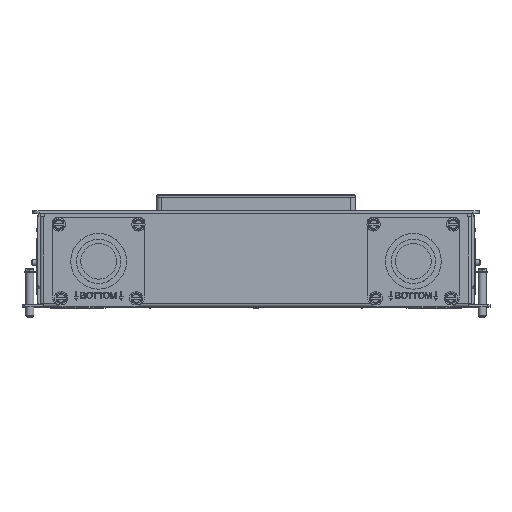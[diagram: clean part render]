
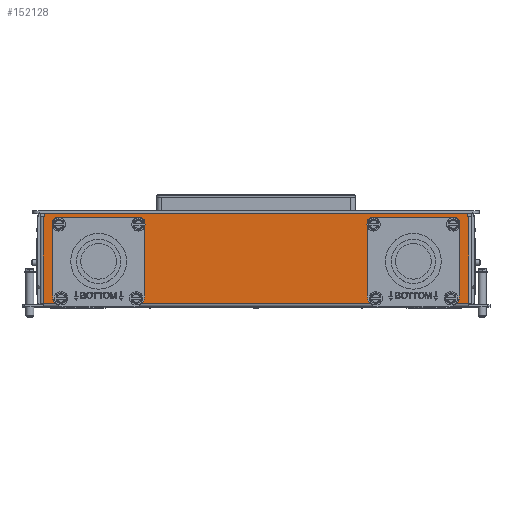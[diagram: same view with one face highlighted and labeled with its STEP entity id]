
A CAD part, top view. The second image highlights one B-rep face of the part: STEP entity #152128.
In plain terms, the highlighted planar face has unit normal (0, 0, 1).
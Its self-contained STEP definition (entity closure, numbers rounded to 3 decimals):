
#11833=CIRCLE('',#162036,0.156);
#11835=CIRCLE('',#162039,0.156);
#11838=CIRCLE('',#162043,0.35);
#11840=CIRCLE('',#162046,0.35);
#11964=CIRCLE('',#162340,0.35);
#11965=CIRCLE('',#162341,0.35);
#11966=CIRCLE('',#162342,0.156);
#11967=CIRCLE('',#162343,0.156);
#14496=FACE_OUTER_BOUND('',#23135,.T.);
#23135=EDGE_LOOP('',(#109088,#109089,#109090,#109091,#109092,#109093,#109094,
#109095,#109096,#109097,#109098,#109099,#109100,#109101,#109102,#109103,
#109104,#109105,#109106,#109107,#109108,#109109,#109110,#109111));
#30861=LINE('',#200416,#45845);
#31309=LINE('',#202830,#46293);
#31314=LINE('',#202839,#46298);
#31315=LINE('',#202844,#46299);
#31317=LINE('',#202848,#46301);
#31319=LINE('',#202852,#46303);
#32268=LINE('',#207952,#47252);
#32272=LINE('',#207960,#47256);
#33303=LINE('',#213751,#48287);
#33312=LINE('',#213766,#48296);
#33314=LINE('',#213769,#48298);
#33439=LINE('',#214261,#48423);
#33440=LINE('',#214262,#48424);
#33441=LINE('',#214266,#48425);
#33442=LINE('',#214270,#48426);
#33443=LINE('',#214273,#48427);
#45845=VECTOR('',#168289,0.394);
#46293=VECTOR('',#169733,0.394);
#46298=VECTOR('',#169740,0.394);
#46299=VECTOR('',#169745,0.394);
#46301=VECTOR('',#169747,0.394);
#46303=VECTOR('',#169749,0.394);
#47252=VECTOR('',#172914,0.394);
#47256=VECTOR('',#172920,0.394);
#48287=VECTOR('',#176341,0.394);
#48296=VECTOR('',#176354,0.394);
#48298=VECTOR('',#176358,0.394);
#48423=VECTOR('',#176911,0.394);
#48424=VECTOR('',#176912,0.394);
#48425=VECTOR('',#176915,0.394);
#48426=VECTOR('',#176918,0.394);
#48427=VECTOR('',#176921,0.394);
#60890=VERTEX_POINT('',#200413);
#60891=VERTEX_POINT('',#200415);
#61491=VERTEX_POINT('',#202829);
#61494=VERTEX_POINT('',#202836);
#61495=VERTEX_POINT('',#202841);
#61496=VERTEX_POINT('',#202843);
#61497=VERTEX_POINT('',#202845);
#61498=VERTEX_POINT('',#202847);
#61499=VERTEX_POINT('',#202849);
#61500=VERTEX_POINT('',#202851);
#62751=VERTEX_POINT('',#207951);
#62754=VERTEX_POINT('',#207958);
#63866=VERTEX_POINT('',#212635);
#63867=VERTEX_POINT('',#212637);
#63870=VERTEX_POINT('',#212644);
#63871=VERTEX_POINT('',#212646);
#63875=VERTEX_POINT('',#212656);
#63878=VERTEX_POINT('',#212663);
#64172=VERTEX_POINT('',#214259);
#64173=VERTEX_POINT('',#214263);
#64174=VERTEX_POINT('',#214265);
#64175=VERTEX_POINT('',#214267);
#64176=VERTEX_POINT('',#214269);
#64177=VERTEX_POINT('',#214271);
#76433=EDGE_CURVE('',#60890,#60891,#30861,.T.);
#77289=EDGE_CURVE('',#61491,#60891,#31309,.T.);
#77294=EDGE_CURVE('',#61494,#61491,#31314,.T.);
#77296=EDGE_CURVE('',#61496,#61495,#31315,.T.);
#77298=EDGE_CURVE('',#61498,#61497,#31317,.T.);
#77300=EDGE_CURVE('',#61500,#61499,#31319,.T.);
#79134=EDGE_CURVE('',#62751,#60890,#32268,.T.);
#79138=EDGE_CURVE('',#62754,#62751,#32272,.T.);
#80832=EDGE_CURVE('',#63867,#63866,#11833,.T.);
#80836=EDGE_CURVE('',#63871,#63870,#11835,.T.);
#80841=EDGE_CURVE('',#63875,#61498,#11838,.T.);
#80845=EDGE_CURVE('',#61499,#63878,#11840,.T.);
#81052=EDGE_CURVE('',#63878,#63867,#33303,.T.);
#81061=EDGE_CURVE('',#63870,#63875,#33312,.T.);
#81063=EDGE_CURVE('',#63866,#63871,#33314,.T.);
#81304=EDGE_CURVE('',#64172,#61496,#11964,.T.);
#81305=EDGE_CURVE('',#61495,#61494,#33439,.T.);
#81306=EDGE_CURVE('',#61500,#62754,#33440,.T.);
#81307=EDGE_CURVE('',#61497,#64173,#11965,.T.);
#81308=EDGE_CURVE('',#64173,#64174,#33441,.T.);
#81309=EDGE_CURVE('',#64174,#64175,#11966,.T.);
#81310=EDGE_CURVE('',#64175,#64176,#33442,.T.);
#81311=EDGE_CURVE('',#64176,#64177,#11967,.T.);
#81312=EDGE_CURVE('',#64177,#64172,#33443,.T.);
#109088=ORIENTED_EDGE('',*,*,#81304,.T.);
#109089=ORIENTED_EDGE('',*,*,#77296,.T.);
#109090=ORIENTED_EDGE('',*,*,#81305,.T.);
#109091=ORIENTED_EDGE('',*,*,#77294,.T.);
#109092=ORIENTED_EDGE('',*,*,#77289,.T.);
#109093=ORIENTED_EDGE('',*,*,#76433,.F.);
#109094=ORIENTED_EDGE('',*,*,#79134,.F.);
#109095=ORIENTED_EDGE('',*,*,#79138,.F.);
#109096=ORIENTED_EDGE('',*,*,#81306,.F.);
#109097=ORIENTED_EDGE('',*,*,#77300,.T.);
#109098=ORIENTED_EDGE('',*,*,#80845,.T.);
#109099=ORIENTED_EDGE('',*,*,#81052,.T.);
#109100=ORIENTED_EDGE('',*,*,#80832,.T.);
#109101=ORIENTED_EDGE('',*,*,#81063,.T.);
#109102=ORIENTED_EDGE('',*,*,#80836,.T.);
#109103=ORIENTED_EDGE('',*,*,#81061,.T.);
#109104=ORIENTED_EDGE('',*,*,#80841,.T.);
#109105=ORIENTED_EDGE('',*,*,#77298,.T.);
#109106=ORIENTED_EDGE('',*,*,#81307,.T.);
#109107=ORIENTED_EDGE('',*,*,#81308,.T.);
#109108=ORIENTED_EDGE('',*,*,#81309,.T.);
#109109=ORIENTED_EDGE('',*,*,#81310,.T.);
#109110=ORIENTED_EDGE('',*,*,#81311,.T.);
#109111=ORIENTED_EDGE('',*,*,#81312,.T.);
#146332=PLANE('',#162339);
#152128=ADVANCED_FACE('',(#14496),#146332,.F.);
#162036=AXIS2_PLACEMENT_3D('',#212638,#175992,#175993);
#162039=AXIS2_PLACEMENT_3D('',#212647,#176000,#176001);
#162043=AXIS2_PLACEMENT_3D('',#212657,#176010,#176011);
#162046=AXIS2_PLACEMENT_3D('',#212665,#176018,#176019);
#162339=AXIS2_PLACEMENT_3D('',#214258,#176907,#176908);
#162340=AXIS2_PLACEMENT_3D('',#214260,#176909,#176910);
#162341=AXIS2_PLACEMENT_3D('',#214264,#176913,#176914);
#162342=AXIS2_PLACEMENT_3D('',#214268,#176916,#176917);
#162343=AXIS2_PLACEMENT_3D('',#214272,#176919,#176920);
#168289=DIRECTION('',(1.,0.,0.));
#169733=DIRECTION('',(0.,1.,0.));
#169740=DIRECTION('',(-1.,0.,0.));
#169745=DIRECTION('',(1.,0.,0.));
#169747=DIRECTION('',(1.,0.,0.));
#169749=DIRECTION('',(1.,0.,0.));
#172914=DIRECTION('',(0.,1.,0.));
#172920=DIRECTION('',(1.,0.,0.));
#175992=DIRECTION('center_axis',(0.,0.,
-1.));
#175993=DIRECTION('ref_axis',(0.,1.,0.));
#176000=DIRECTION('center_axis',(0.,0.,
-1.));
#176001=DIRECTION('ref_axis',(0.,1.,0.));
#176010=DIRECTION('center_axis',(0.,0.,
-1.));
#176011=DIRECTION('ref_axis',(0.,1.,0.));
#176018=DIRECTION('center_axis',(0.,0.,
-1.));
#176019=DIRECTION('ref_axis',(0.,1.,0.));
#176341=DIRECTION('',(0.,1.,0.));
#176354=DIRECTION('',(0.,-1.,0.));
#176358=DIRECTION('',(1.,0.,0.));
#176907=DIRECTION('center_axis',(0.,0.,
-1.));
#176908=DIRECTION('ref_axis',(1.,0.,0.));
#176909=DIRECTION('center_axis',(0.,0.,
-1.));
#176910=DIRECTION('ref_axis',(0.,1.,0.));
#176911=DIRECTION('',(0.,1.,0.));
#176912=DIRECTION('',(0.,1.,0.));
#176913=DIRECTION('center_axis',(0.,0.,
-1.));
#176914=DIRECTION('ref_axis',(0.,1.,0.));
#176915=DIRECTION('',(0.,1.,0.));
#176916=DIRECTION('center_axis',(0.,0.,
-1.));
#176917=DIRECTION('ref_axis',(0.,1.,0.));
#176918=DIRECTION('',(1.,0.,0.));
#176919=DIRECTION('center_axis',(0.,0.,
-1.));
#176920=DIRECTION('ref_axis',(0.,1.,0.));
#176921=DIRECTION('',(0.,-1.,0.));
#200413=CARTESIAN_POINT('',(-6.587,2.91,5.45));
#200415=CARTESIAN_POINT('',(6.587,2.91,5.45));
#200416=CARTESIAN_POINT('',(-0.365,2.91,5.45));
#202829=CARTESIAN_POINT('',(6.587,2.809,5.45));
#202830=CARTESIAN_POINT('',(6.587,2.133,5.45));
#202836=CARTESIAN_POINT('',(6.623,2.809,5.45));
#202839=CARTESIAN_POINT('',(5.043,2.809,5.45));
#202841=CARTESIAN_POINT('',(6.623,0.101,5.45));
#202843=CARTESIAN_POINT('',(6.233,0.101,5.45));
#202844=CARTESIAN_POINT('',(3.362,0.101,5.45));
#202845=CARTESIAN_POINT('',(3.567,0.101,5.45));
#202847=CARTESIAN_POINT('',(-3.567,0.101,5.45));
#202848=CARTESIAN_POINT('',(3.362,0.101,5.45));
#202849=CARTESIAN_POINT('',(-6.233,0.101,5.45));
#202851=CARTESIAN_POINT('',(-6.623,0.101,5.45));
#202852=CARTESIAN_POINT('',(3.362,0.101,5.45));
#207951=CARTESIAN_POINT('',(-6.587,2.809,5.45));
#207952=CARTESIAN_POINT('',(-6.587,2.133,5.45));
#207958=CARTESIAN_POINT('',(-6.623,2.809,5.45));
#207960=CARTESIAN_POINT('',(-5.043,2.809,5.45));
#212635=CARTESIAN_POINT('',(-6.182,2.78,5.45));
#212637=CARTESIAN_POINT('',(-6.338,2.624,5.45));
#212638=CARTESIAN_POINT('Origin',(-6.182,2.624,5.45));
#212644=CARTESIAN_POINT('',(-3.463,2.624,5.45));
#212646=CARTESIAN_POINT('',(-3.619,2.78,5.45));
#212647=CARTESIAN_POINT('Origin',(-3.619,2.624,5.45));
#212656=CARTESIAN_POINT('',(-3.463,0.35,5.45));
#212657=CARTESIAN_POINT('Origin',(-3.813,0.35,5.45));
#212663=CARTESIAN_POINT('',(-6.338,0.35,5.45));
#212665=CARTESIAN_POINT('Origin',(-5.988,0.35,5.45));
#213751=CARTESIAN_POINT('',(-6.338,0.729,5.45));
#213766=CARTESIAN_POINT('',(-3.463,2.119,5.45));
#213769=CARTESIAN_POINT('',(-1.488,2.78,5.45));
#214258=CARTESIAN_POINT('Origin',(3.362,1.457,5.45));
#214259=CARTESIAN_POINT('',(6.338,0.35,5.45));
#214260=CARTESIAN_POINT('Origin',(5.988,0.35,5.45));
#214261=CARTESIAN_POINT('',(6.623,0.779,5.45));
#214262=CARTESIAN_POINT('',(-6.623,0.779,5.45));
#214263=CARTESIAN_POINT('',(3.463,0.35,5.45));
#214264=CARTESIAN_POINT('Origin',(3.813,0.35,5.45));
#214265=CARTESIAN_POINT('',(3.463,2.624,5.45));
#214266=CARTESIAN_POINT('',(3.463,0.729,5.45));
#214267=CARTESIAN_POINT('',(3.619,2.78,5.45));
#214268=CARTESIAN_POINT('Origin',(3.619,2.624,5.45));
#214269=CARTESIAN_POINT('',(6.182,2.78,5.45));
#214270=CARTESIAN_POINT('',(3.412,2.78,5.45));
#214271=CARTESIAN_POINT('',(6.338,2.624,5.45));
#214272=CARTESIAN_POINT('Origin',(6.182,2.624,5.45));
#214273=CARTESIAN_POINT('',(6.338,2.119,5.45));
